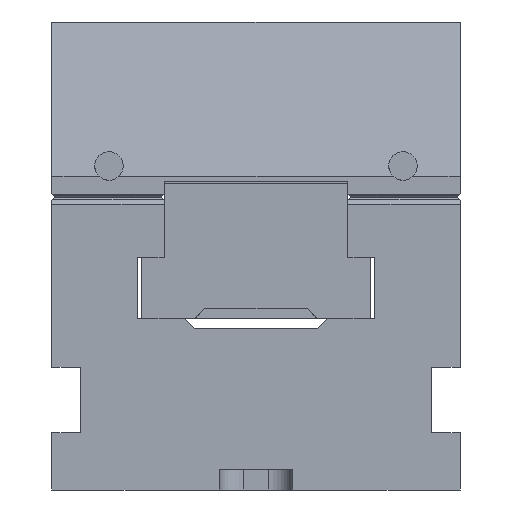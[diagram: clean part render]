
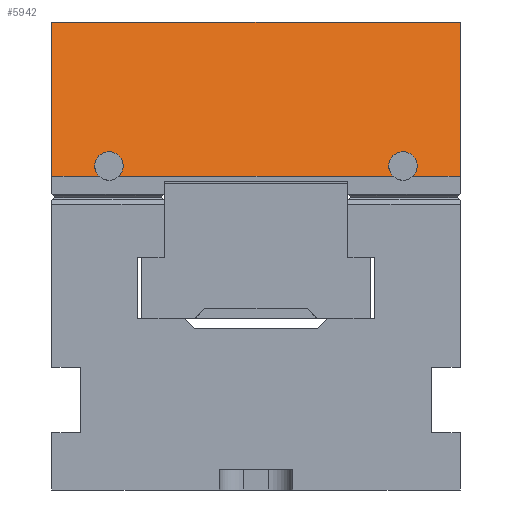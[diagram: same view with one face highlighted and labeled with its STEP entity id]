
A CAD part, front view. The second image highlights one B-rep face of the part: STEP entity #5942.
In plain terms, the highlighted face is planar.
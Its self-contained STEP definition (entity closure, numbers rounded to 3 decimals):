
#5942 = ADVANCED_FACE( '', ( #12511 ), #12512, .F. );
#12511 = FACE_OUTER_BOUND( '', #19650, .T. );
#12512 = PLANE( '', #19651 );
#19650 = EDGE_LOOP( '', ( #37550, #37551, #37552, #37553, #37554, #37555, #37556, #37557 ) );
#19651 = AXIS2_PLACEMENT_3D( '', #37558, #37559, #37560 );
#37550 = ORIENTED_EDGE( '', *, *, #47981, .T. );
#37551 = ORIENTED_EDGE( '', *, *, #50725, .T. );
#37552 = ORIENTED_EDGE( '', *, *, #47979, .T. );
#37553 = ORIENTED_EDGE( '', *, *, #50726, .T. );
#37554 = ORIENTED_EDGE( '', *, *, #50727, .F. );
#37555 = ORIENTED_EDGE( '', *, *, #50020, .F. );
#37556 = ORIENTED_EDGE( '', *, *, #47983, .T. );
#37557 = ORIENTED_EDGE( '', *, *, #50728, .T. );
#37558 = CARTESIAN_POINT( '', ( 49.975, 13.866, 43. ) );
#37559 = DIRECTION( '', ( 0., -0.966, -0.259 ) );
#37560 = DIRECTION( '', ( 0., 0.259, -0.966 ) );
#47979 = EDGE_CURVE( '', #59884, #59882, #59885, .T. );
#47981 = EDGE_CURVE( '', #59888, #59886, #59889, .T. );
#47983 = EDGE_CURVE( '', #59892, #59890, #59893, .T. );
#50020 = EDGE_CURVE( '', #59892, #62674, #62675, .T. );
#50725 = EDGE_CURVE( '', #59886, #59884, #63510, .T. );
#50726 = EDGE_CURVE( '', #59882, #63511, #63512, .T. );
#50727 = EDGE_CURVE( '', #62674, #63511, #63513, .T. );
#50728 = EDGE_CURVE( '', #59890, #59888, #63514, .T. );
#59882 = VERTEX_POINT( '', #76608 );
#59884 = VERTEX_POINT( '', #76611 );
#59885 = LINE( '', #76612, #76613 );
#59886 = VERTEX_POINT( '', #76614 );
#59888 = VERTEX_POINT( '', #76616 );
#59889 = LINE( '', #76617, #76618 );
#59890 = VERTEX_POINT( '', #76619 );
#59892 = VERTEX_POINT( '', #76621 );
#59893 = LINE( '', #76622, #76623 );
#62674 = VERTEX_POINT( '', #80819 );
#62675 = LINE( '', #80820, #80821 );
#63510 = ELLIPSE( '', #82006, 3.623, 3.5 );
#63511 = VERTEX_POINT( '', #82007 );
#63512 = LINE( '', #82008, #82009 );
#63513 = LINE( '', #82010, #82011 );
#63514 = ELLIPSE( '', #82012, 3.623, 3.5 );
#76608 = CARTESIAN_POINT( '', ( -49.975, 24., 5.18 ) );
#76611 = CARTESIAN_POINT( '', ( -38.376, 24., 5.18 ) );
#76612 = CARTESIAN_POINT( '', ( 49.975, 24., 5.18 ) );
#76613 = VECTOR( '', #87869, 1000. );
#76614 = CARTESIAN_POINT( '', ( -33.624, 24., 5.18 ) );
#76616 = CARTESIAN_POINT( '', ( 33.624, 24., 5.18 ) );
#76617 = CARTESIAN_POINT( '', ( 49.975, 24., 5.18 ) );
#76618 = VECTOR( '', #87873, 1000. );
#76619 = CARTESIAN_POINT( '', ( 38.376, 24., 5.18 ) );
#76621 = CARTESIAN_POINT( '', ( 49.975, 24., 5.18 ) );
#76622 = CARTESIAN_POINT( '', ( 49.975, 24., 5.18 ) );
#76623 = VECTOR( '', #87877, 1000. );
#80819 = CARTESIAN_POINT( '', ( 49.975, 13.866, 43. ) );
#80820 = CARTESIAN_POINT( '', ( 49.975, 13.866, 43. ) );
#80821 = VECTOR( '', #89485, 1000. );
#82006 = AXIS2_PLACEMENT_3D( '', #89935, #89936, #89937 );
#82007 = CARTESIAN_POINT( '', ( -49.975, 13.866, 43. ) );
#82008 = CARTESIAN_POINT( '', ( -49.975, 13.866, 43. ) );
#82009 = VECTOR( '', #89938, 1000. );
#82010 = CARTESIAN_POINT( '', ( 49.975, 13.866, 43. ) );
#82011 = VECTOR( '', #89939, 1000. );
#82012 = AXIS2_PLACEMENT_3D( '', #89940, #89941, #89942 );
#87869 = DIRECTION( '', ( -1., 0., 0. ) );
#87873 = DIRECTION( '', ( -1., 0., 0. ) );
#87877 = DIRECTION( '', ( -1., 0., 0. ) );
#89485 = DIRECTION( '', ( 0., -0.259, 0.966 ) );
#89935 = CARTESIAN_POINT( '', ( -36., 23.311, 7.75 ) );
#89936 = DIRECTION( '', ( 0., -0.966, -0.259 ) );
#89937 = DIRECTION( '', ( 0., 0.259, -0.966 ) );
#89938 = DIRECTION( '', ( 0., -0.259, 0.966 ) );
#89939 = DIRECTION( '', ( -1., 0., 0. ) );
#89940 = CARTESIAN_POINT( '', ( 36., 23.311, 7.75 ) );
#89941 = DIRECTION( '', ( 0., -0.966, -0.259 ) );
#89942 = DIRECTION( '', ( 0., 0.259, -0.966 ) );
